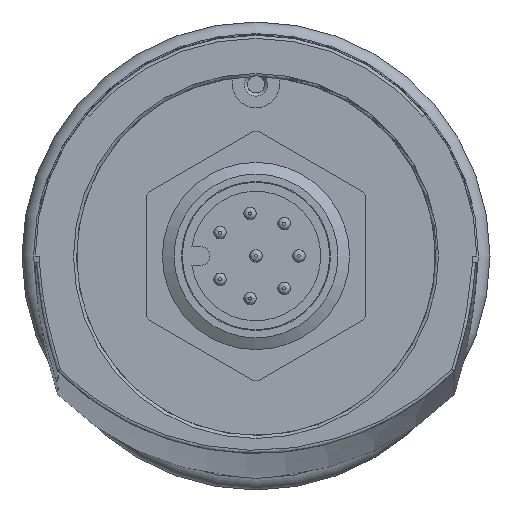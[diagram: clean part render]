
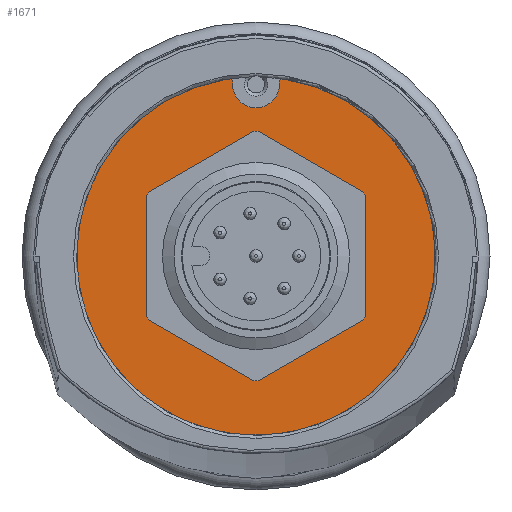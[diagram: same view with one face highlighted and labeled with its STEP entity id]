
A CAD part, left-side view. The second image highlights one B-rep face of the part: STEP entity #1671.
In plain terms, the highlighted planar face has unit normal (-1, 0, 0).
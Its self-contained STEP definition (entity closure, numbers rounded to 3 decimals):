
#1403=CARTESIAN_POINT('',(-62.1,-1.73,11.369));
#1404=VERTEX_POINT('',#1403);
#1405=CARTESIAN_POINT('',(-62.1,-1.5,11.171));
#1406=VERTEX_POINT('',#1405);
#1407=CARTESIAN_POINT('',(-62.1,-1.7,11.171));
#1408=DIRECTION('',(-1.0,0.0,0.0));
#1409=DIRECTION('',(0.0,0.652,0.758));
#1410=AXIS2_PLACEMENT_3D('',#1407,#1408,#1409);
#1411=CIRCLE('',#1410,0.2);
#1412=EDGE_CURVE('',#1404,#1406,#1411,.T.);
#1454=CARTESIAN_POINT('',(-62.1,-1.5,11.));
#1455=VERTEX_POINT('',#1454);
#1462=CARTESIAN_POINT('',(-62.1,-1.5,11.171));
#1463=DIRECTION('',(0.0,0.0,-1.0));
#1464=VECTOR('',#1463,0.171);
#1465=LINE('',#1462,#1464);
#1466=EDGE_CURVE('',#1406,#1455,#1465,.T.);
#1476=CARTESIAN_POINT('',(-62.1,1.5,11.171));
#1477=VERTEX_POINT('',#1476);
#1478=CARTESIAN_POINT('',(-62.1,1.73,11.369));
#1479=VERTEX_POINT('',#1478);
#1480=CARTESIAN_POINT('',(-62.1,1.7,11.171));
#1481=DIRECTION('',(-1.0,0.0,0.0));
#1482=DIRECTION('',(0.0,-0.652,0.758));
#1483=AXIS2_PLACEMENT_3D('',#1480,#1481,#1482);
#1484=CIRCLE('',#1483,0.2);
#1485=EDGE_CURVE('',#1477,#1479,#1484,.T.);
#1519=CARTESIAN_POINT('',(-62.1,0.,0.));
#1520=DIRECTION('',(-1.0,0.0,0.0));
#1521=DIRECTION('',(0.0,1.0,0.0));
#1522=AXIS2_PLACEMENT_3D('',#1519,#1520,#1521);
#1523=CIRCLE('',#1522,11.5);
#1524=EDGE_CURVE('',#1479,#1404,#1523,.T.);
#1611=CARTESIAN_POINT('',(-62.1,1.5,11.));
#1612=VERTEX_POINT('',#1611);
#1619=CARTESIAN_POINT('',(-62.1,0.,11.));
#1620=DIRECTION('',(1.0,0.0,0.0));
#1621=DIRECTION('',(0.0,1.0,0.0));
#1622=AXIS2_PLACEMENT_3D('',#1619,#1620,#1621);
#1623=CIRCLE('',#1622,1.5);
#1624=EDGE_CURVE('',#1455,#1612,#1623,.T.);
#1636=CARTESIAN_POINT('',(-62.1,1.5,11.));
#1637=DIRECTION('',(0.0,0.0,1.0));
#1638=VECTOR('',#1637,0.171);
#1639=LINE('',#1636,#1638);
#1640=EDGE_CURVE('',#1612,#1477,#1639,.T.);
#1647=CARTESIAN_POINT('',(-62.1,0.,0.));
#1648=DIRECTION('',(1.0,0.0,0.0));
#1649=DIRECTION('',(0.0,0.0,-1.0));
#1650=AXIS2_PLACEMENT_3D('',#1647,#1648,#1649);
#1651=PLANE('',#1650);
#1652=ORIENTED_EDGE('',*,*,#1412,.T.);
#1653=ORIENTED_EDGE('',*,*,#1466,.T.);
#1654=ORIENTED_EDGE('',*,*,#1624,.T.);
#1655=ORIENTED_EDGE('',*,*,#1640,.T.);
#1656=ORIENTED_EDGE('',*,*,#1485,.T.);
#1657=ORIENTED_EDGE('',*,*,#1524,.T.);
#1658=EDGE_LOOP('',(#1652,#1653,#1654,#1655,#1656,#1657));
#1659=FACE_OUTER_BOUND('',#1658,.T.);
#1660=CARTESIAN_POINT('',(-62.1,-7.,0.));
#1661=VERTEX_POINT('',#1660);
#1662=CARTESIAN_POINT('',(-62.1,0.,0.));
#1663=DIRECTION('',(1.0,0.0,0.0));
#1664=DIRECTION('',(0.0,1.0,0.0));
#1665=AXIS2_PLACEMENT_3D('',#1662,#1663,#1664);
#1666=CIRCLE('',#1665,7.);
#1667=EDGE_CURVE('',#1661,#1661,#1666,.T.);
#1668=ORIENTED_EDGE('',*,*,#1667,.T.);
#1669=EDGE_LOOP('',(#1668));
#1670=FACE_BOUND('',#1669,.T.);
#1671=ADVANCED_FACE('',(#1659,#1670),#1651,.F.);
